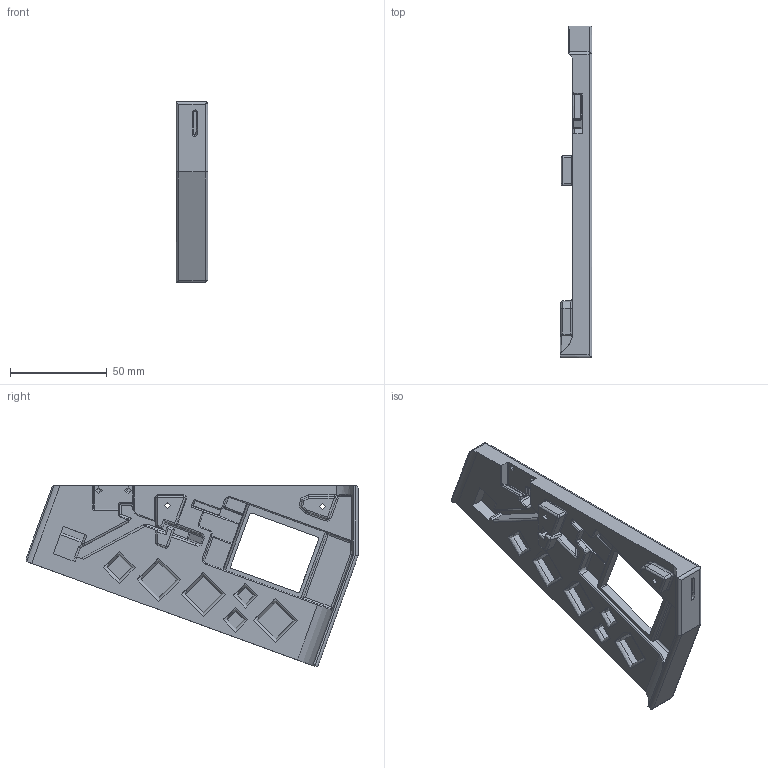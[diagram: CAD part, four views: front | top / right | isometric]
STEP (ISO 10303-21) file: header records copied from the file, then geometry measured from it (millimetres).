
FILE_DESCRIPTION(/* description */ (''),/* implementation_level */ '2;1');
FILE_NAME(/* name */ 'PCB_cover_display_UsbC v4.step',/* time_stamp */ '2022-12-06T12:21:13-09:00',/* author */ (''),/* organization */ (''),/* preprocessor_version */ 'ST-DEVELOPER v19.2',/* originating_system */ 'Autodesk Translation Framework v11.17.0.187',/* authorisation */ '');
FILE_SCHEMA (('AUTOMOTIVE_DESIGN { 1 0 10303 214 3 1 1 }'));
Length unit declared in the file: millimetre
Products named in the file (1): PCB_cover_display_UsbC
Bounding box: 16.5 x 171.82 x 93.64 mm (x, y, z)
Volume: 83285.5 mm3; surface area: 32122.5 mm2
Topology: 1 solids, 1 shells, 354 faces, 937 edges, 573 vertices
Faces by surface type: cylinder 162, plane 120, torus 32, bspline 25, cone 8, sphere 7
Full cylindrical faces by diameter (mm): 2.1 x2, 3.16 x1, 3.2 x1, 7.6 x2, 8.824 x2, 12.523 x1, 17.2 x1, 18.389 x1, 18.8 x1, 18.857 x2
Entity records: 16475 total; most frequent: CARTESIAN_POINT 7746, DIRECTION 1864, ORIENTED_EDGE 1820, EDGE_CURVE 910, AXIS2_PLACEMENT_3D 698, VERTEX_POINT 569, LINE 468, VECTOR 468
